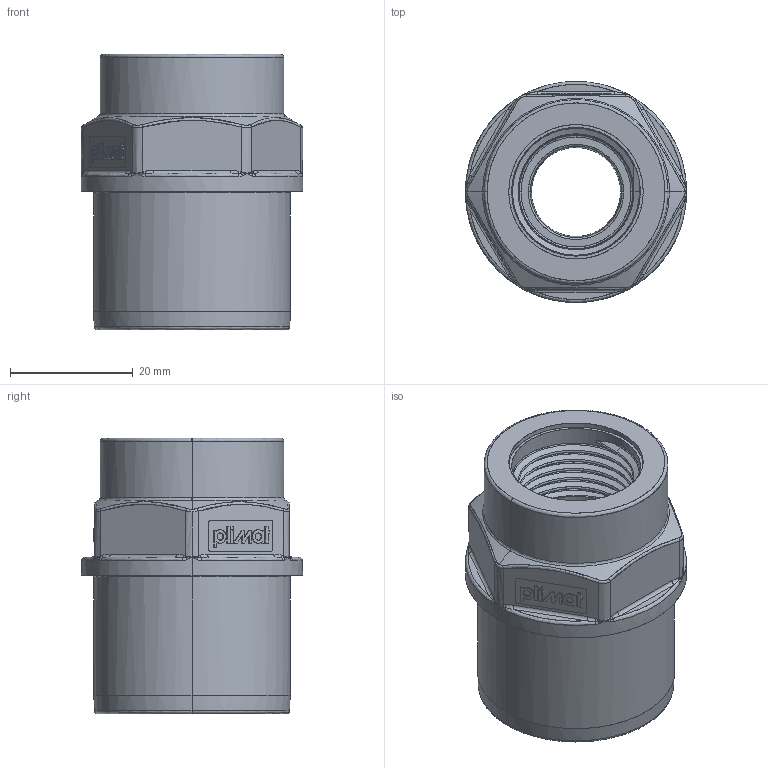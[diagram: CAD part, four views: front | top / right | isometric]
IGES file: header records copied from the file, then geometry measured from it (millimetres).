
Start section: SolidWorks IGES file using NURBS representation for surfaces
Global section: file name: 01 10 1008 074.IGS; native system: SolidWorks 2018; preprocessor: SolidWorks 2018; author: utilizador; date: 180604.134829; units: millimetre
Bounding box: 36.03 x 36.03 x 44.88 mm (x, y, z)
Surface area: 9469.1 mm2 (no closed solid volume)
Topology: 0 solids, 0 shells, 371 faces, 3950 edges, 3926 vertices
Faces by surface type: bspline 371
